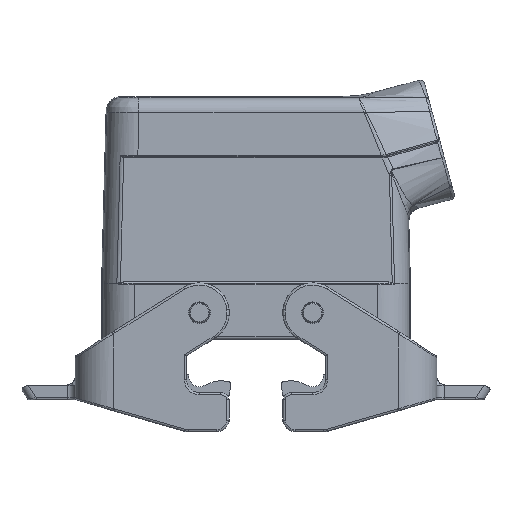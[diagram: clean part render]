
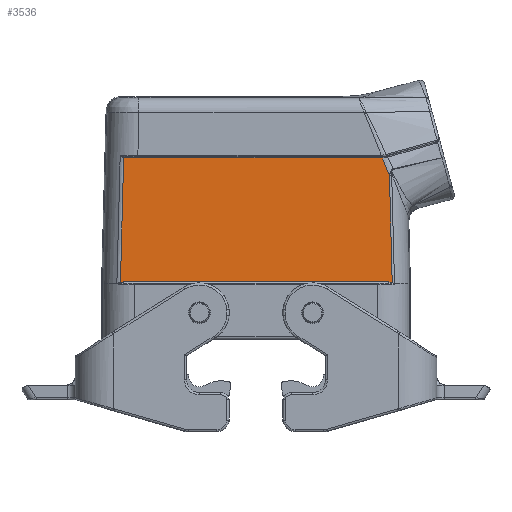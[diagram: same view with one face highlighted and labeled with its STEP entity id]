
A CAD part, front view. The second image highlights one B-rep face of the part: STEP entity #3536.
In plain terms, the highlighted planar face has unit normal (0, -1, 0.015).
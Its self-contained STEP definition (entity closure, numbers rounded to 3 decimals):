
#3092=PLANE('',#18181);
#3536=ADVANCED_FACE('',(#4444),#3092,.T.);
#4444=FACE_OUTER_BOUND('',#5146,.T.);
#5146=EDGE_LOOP('',(#7259,#7260,#7261,#7262,#7263,#7264,#7265,#7266));
#7259=ORIENTED_EDGE('',*,*,#11004,.T.);
#7260=ORIENTED_EDGE('',*,*,#11005,.T.);
#7261=ORIENTED_EDGE('',*,*,#11006,.T.);
#7262=ORIENTED_EDGE('',*,*,#11007,.T.);
#7263=ORIENTED_EDGE('',*,*,#11008,.T.);
#7264=ORIENTED_EDGE('',*,*,#11009,.T.);
#7265=ORIENTED_EDGE('',*,*,#11010,.T.);
#7266=ORIENTED_EDGE('',*,*,#11011,.T.);
#9637=VERTEX_POINT('',#28117);
#9638=VERTEX_POINT('',#28118);
#9639=VERTEX_POINT('',#28123);
#9640=VERTEX_POINT('',#28125);
#9641=VERTEX_POINT('',#28130);
#9642=VERTEX_POINT('',#28132);
#9643=VERTEX_POINT('',#28140);
#9644=VERTEX_POINT('',#28142);
#11004=EDGE_CURVE('',#9637,#9638,#14881,.T.);
#11005=EDGE_CURVE('',#9638,#9639,#12776,.T.);
#11006=EDGE_CURVE('',#9639,#9640,#14882,.T.);
#11007=EDGE_CURVE('',#9640,#9641,#12777,.T.);
#11008=EDGE_CURVE('',#9641,#9642,#14883,.T.);
#11009=EDGE_CURVE('',#9642,#9643,#12778,.T.);
#11010=EDGE_CURVE('',#9643,#9644,#14884,.T.);
#11011=EDGE_CURVE('',#9644,#9637,#12779,.T.);
#12776=B_SPLINE_CURVE_WITH_KNOTS('',3,(#28119,#28120,#28121,#28122),
 .UNSPECIFIED.,.F.,.F.,(4,4),(0.,1.),.UNSPECIFIED.);
#12777=B_SPLINE_CURVE_WITH_KNOTS('',3,(#28126,#28127,#28128,#28129),
 .UNSPECIFIED.,.F.,.F.,(4,4),(0.,1.),.UNSPECIFIED.);
#12778=B_SPLINE_CURVE_WITH_KNOTS('',3,(#28133,#28134,#28135,#28136,#28137,
#28138,#28139),.UNSPECIFIED.,.F.,.F.,(4,3,4),(0.,0.369,1.),
 .UNSPECIFIED.);
#12779=B_SPLINE_CURVE_WITH_KNOTS('',3,(#28143,#28144,#28145,#28146,#28147,
#28148,#28149,#28150,#28151,#28152,#28153,#28154,#28155,#28156,#28157,#28158),
 .UNSPECIFIED.,.F.,.F.,(4,3,3,3,3,4),(0.,0.045,0.339,
0.634,0.909,1.),.UNSPECIFIED.);
#14881=LINE('',#28116,#15856);
#14882=LINE('',#28124,#15857);
#14883=LINE('',#28131,#15858);
#14884=LINE('',#28141,#15859);
#15856=VECTOR('',#20323,1.);
#15857=VECTOR('',#20324,1.);
#15858=VECTOR('',#20325,1.);
#15859=VECTOR('',#20326,1.);
#18181=AXIS2_PLACEMENT_3D('',#28159,#20327,#20328);
#20323=DIRECTION('',(-1.,0.,0.));
#20324=DIRECTION('',(-0.026,-0.015,-1.));
#20325=DIRECTION('',(1.,0.,0.));
#20326=DIRECTION('',(-0.026,0.015,1.));
#20327=DIRECTION('',(0.,-1.,0.015));
#20328=DIRECTION('',(0.,-0.015,-1.));
#28116=CARTESIAN_POINT('',(-30.969,-20.063,33.419));
#28117=CARTESIAN_POINT('',(29.693,-20.063,33.419));
#28118=CARTESIAN_POINT('',(-30.398,-20.063,33.419));
#28119=CARTESIAN_POINT('',(-30.398,-20.063,33.419));
#28120=CARTESIAN_POINT('',(-30.636,-20.063,33.419));
#28121=CARTESIAN_POINT('',(-30.873,-20.063,33.434));
#28122=CARTESIAN_POINT('',(-31.103,-20.062,33.5));
#28123=CARTESIAN_POINT('',(-31.103,-20.062,33.5));
#28124=CARTESIAN_POINT('',(-31.822,-20.471,5.793));
#28125=CARTESIAN_POINT('',(-31.863,-20.495,4.205));
#28126=CARTESIAN_POINT('',(-31.863,-20.495,4.205));
#28127=CARTESIAN_POINT('',(-31.654,-20.494,4.26));
#28128=CARTESIAN_POINT('',(-31.434,-20.494,4.275));
#28129=CARTESIAN_POINT('',(-31.218,-20.494,4.275));
#28130=CARTESIAN_POINT('',(-31.218,-20.494,4.275));
#28131=CARTESIAN_POINT('',(31.764,-20.494,4.275));
#28132=CARTESIAN_POINT('',(31.218,-20.494,4.275));
#28133=CARTESIAN_POINT('',(31.218,-20.494,4.275));
#28134=CARTESIAN_POINT('',(31.317,-20.494,4.275));
#28135=CARTESIAN_POINT('',(31.417,-20.494,4.271));
#28136=CARTESIAN_POINT('',(31.516,-20.494,4.263));
#28137=CARTESIAN_POINT('',(31.684,-20.494,4.248));
#28138=CARTESIAN_POINT('',(31.854,-20.494,4.219));
#28139=CARTESIAN_POINT('',(32.012,-20.495,4.157));
#28140=CARTESIAN_POINT('',(32.012,-20.495,4.157));
#28141=CARTESIAN_POINT('',(32.018,-20.499,3.916));
#28142=CARTESIAN_POINT('',(31.36,-20.124,29.273));
#28143=CARTESIAN_POINT('',(31.36,-20.124,29.273));
#28144=CARTESIAN_POINT('',(31.336,-20.123,29.335));
#28145=CARTESIAN_POINT('',(31.313,-20.122,29.397));
#28146=CARTESIAN_POINT('',(31.289,-20.122,29.459));
#28147=CARTESIAN_POINT('',(31.13,-20.116,29.869));
#28148=CARTESIAN_POINT('',(30.973,-20.109,30.279));
#28149=CARTESIAN_POINT('',(30.813,-20.103,30.688));
#28150=CARTESIAN_POINT('',(30.653,-20.097,31.096));
#28151=CARTESIAN_POINT('',(30.49,-20.091,31.504));
#28152=CARTESIAN_POINT('',(30.324,-20.085,31.911));
#28153=CARTESIAN_POINT('',(30.169,-20.08,32.29));
#28154=CARTESIAN_POINT('',(30.011,-20.074,32.669));
#28155=CARTESIAN_POINT('',(29.852,-20.069,33.046));
#28156=CARTESIAN_POINT('',(29.799,-20.067,33.171));
#28157=CARTESIAN_POINT('',(29.746,-20.065,33.295));
#28158=CARTESIAN_POINT('',(29.693,-20.063,33.419));
#28159=CARTESIAN_POINT('',(36.3,-20.497,4.027));
